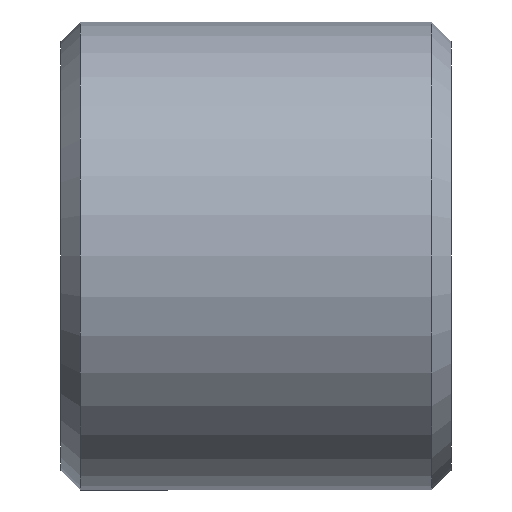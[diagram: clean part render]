
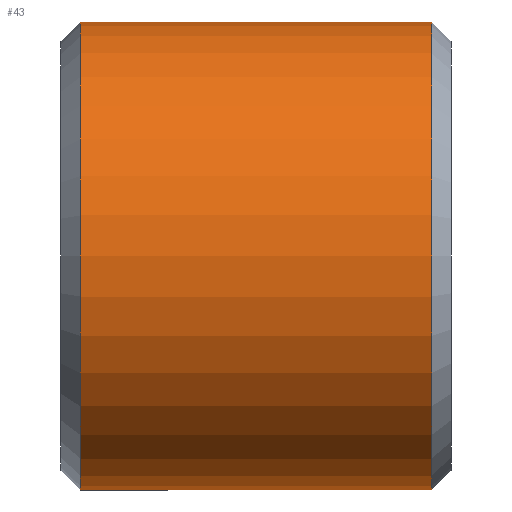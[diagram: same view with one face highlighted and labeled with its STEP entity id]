
A CAD part, left-side view. The second image highlights one B-rep face of the part: STEP entity #43.
In plain terms, the highlighted cylindrical face has radius 6 mm (diameter 12 mm), a partial arc.
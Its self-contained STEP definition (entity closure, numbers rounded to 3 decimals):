
#8 = EDGE_CURVE ( 'NONE', #135, #13, #80, .T. ) ;
#13 = VERTEX_POINT ( 'NONE', #49 ) ;
#14 = EDGE_CURVE ( 'NONE', #33, #15, #117, .T. ) ;
#15 = VERTEX_POINT ( 'NONE', #113 ) ;
#26 = ORIENTED_EDGE ( 'NONE', *, *, #122, .F. ) ;
#33 = VERTEX_POINT ( 'NONE', #230 ) ;
#43 = ADVANCED_FACE ( 'NONE', ( #259 ), #239, .T. ) ;
#44 = ORIENTED_EDGE ( 'NONE', *, *, #14, .F. ) ;
#49 = CARTESIAN_POINT ( 'NONE',  ( 0., 4.5, 6. ) ) ;
#54 = DIRECTION ( 'NONE',  ( 0., 1., 0. ) ) ;
#56 = VECTOR ( 'NONE', #54, 1000. ) ;
#57 = CARTESIAN_POINT ( 'NONE',  ( 0., 20.182, 6. ) ) ;
#80 = LINE ( 'NONE', #57, #56 ) ;
#113 = CARTESIAN_POINT ( 'NONE',  ( 0., 4.5, -6. ) ) ;
#114 = DIRECTION ( 'NONE',  ( 0., 1., 0. ) ) ;
#115 = VECTOR ( 'NONE', #114, 1000. ) ;
#116 = CARTESIAN_POINT ( 'NONE',  ( 0., 20.182, -6. ) ) ;
#117 = LINE ( 'NONE', #116, #115 ) ;
#118 = ORIENTED_EDGE ( 'NONE', *, *, #119, .T. ) ;
#119 = EDGE_CURVE ( 'NONE', #33, #135, #358, .T. ) ;
#122 = EDGE_CURVE ( 'NONE', #15, #13, #285, .T. ) ;
#135 = VERTEX_POINT ( 'NONE', #309 ) ;
#143 = EDGE_LOOP ( 'NONE', ( #44, #118, #149, #26 ) ) ;
#149 = ORIENTED_EDGE ( 'NONE', *, *, #8, .T. ) ;
#183 = DIRECTION ( 'NONE',  ( 0., 0., 1. ) ) ;
#184 = DIRECTION ( 'NONE',  ( 0., 1., 0. ) ) ;
#190 = AXIS2_PLACEMENT_3D ( 'NONE', #224, #184, #183 ) ;
#224 = CARTESIAN_POINT ( 'NONE',  ( 0., 20.182, 0. ) ) ;
#230 = CARTESIAN_POINT ( 'NONE',  ( 0., -4.5, -6. ) ) ;
#239 = CYLINDRICAL_SURFACE ( 'NONE', #190, 6. ) ;
#259 = FACE_OUTER_BOUND ( 'NONE', #143, .T. ) ;
#263 = AXIS2_PLACEMENT_3D ( 'NONE', #354, #295, #318 ) ;
#282 = DIRECTION ( 'NONE',  ( 0., 0., 1. ) ) ;
#285 = CIRCLE ( 'NONE', #296, 6. ) ;
#288 = DIRECTION ( 'NONE',  ( 0., 1., 0. ) ) ;
#295 = DIRECTION ( 'NONE',  ( 0., 1., 0. ) ) ;
#296 = AXIS2_PLACEMENT_3D ( 'NONE', #312, #288, #282 ) ;
#309 = CARTESIAN_POINT ( 'NONE',  ( 0., -4.5, 6. ) ) ;
#312 = CARTESIAN_POINT ( 'NONE',  ( 0., 4.5, 0. ) ) ;
#318 = DIRECTION ( 'NONE',  ( 0., 0., 1. ) ) ;
#354 = CARTESIAN_POINT ( 'NONE',  ( 0., -4.5, 0. ) ) ;
#358 = CIRCLE ( 'NONE', #263, 6. ) ;
